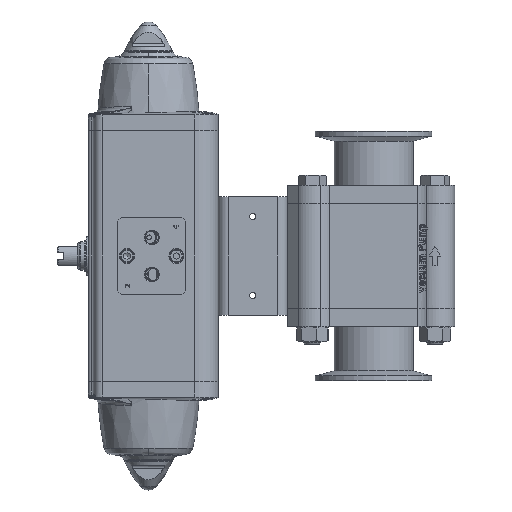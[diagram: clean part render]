
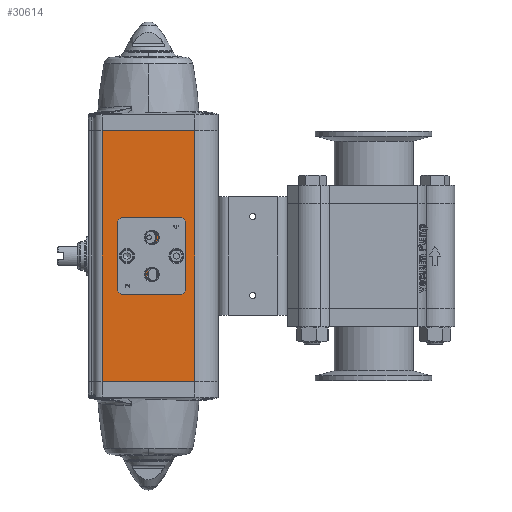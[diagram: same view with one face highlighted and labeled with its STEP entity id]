
A CAD part, left-side view. The second image highlights one B-rep face of the part: STEP entity #30614.
In plain terms, the highlighted planar face has unit normal (-1, 0, 0).
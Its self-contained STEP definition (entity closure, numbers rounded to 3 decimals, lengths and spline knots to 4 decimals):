
#1169=PLANE('',#33369);
#1674=FACE_BOUND('',#4846,.T.);
#1675=FACE_BOUND('',#4847,.T.);
#1676=FACE_BOUND('',#4848,.T.);
#1677=FACE_BOUND('',#4849,.T.);
#1678=FACE_BOUND('',#4850,.T.);
#1679=FACE_BOUND('',#4851,.T.);
#3133=FACE_OUTER_BOUND('',#4845,.T.);
#4845=EDGE_LOOP('',(#26462,#26463,#26464,#26465));
#4846=EDGE_LOOP('',(#26466,#26467));
#4847=EDGE_LOOP('',(#26468,#26469));
#4848=EDGE_LOOP('',(#26470,#26471));
#4849=EDGE_LOOP('',(#26472,#26473));
#4850=EDGE_LOOP('',(#26474,#26475));
#4851=EDGE_LOOP('',(#26476,#26477));
#7722=LINE('',#118840,#9412);
#7731=LINE('',#118975,#9421);
#7732=LINE('',#118976,#9422);
#7733=LINE('',#118977,#9423);
#9412=VECTOR('',#40063,0.0394);
#9421=VECTOR('',#40112,0.0394);
#9422=VECTOR('',#40113,0.0394);
#9423=VECTOR('',#40114,0.0394);
#10981=CIRCLE('',#33357,0.1969);
#10985=CIRCLE('',#33365,0.1969);
#10986=CIRCLE('',#33367,0.1969);
#10987=CIRCLE('',#33370,0.1969);
#10988=CIRCLE('',#33371,0.1033);
#10989=CIRCLE('',#33372,0.1033);
#10990=CIRCLE('',#33373,0.1033);
#10991=CIRCLE('',#33374,0.1033);
#10992=CIRCLE('',#33375,0.1033);
#10993=CIRCLE('',#33376,0.1033);
#10994=CIRCLE('',#33377,0.1033);
#10995=CIRCLE('',#33378,0.1033);
#14026=VERTEX_POINT('',#118838);
#14027=VERTEX_POINT('',#118839);
#14030=VERTEX_POINT('',#118850);
#14031=VERTEX_POINT('',#118852);
#14042=VERTEX_POINT('',#118928);
#14043=VERTEX_POINT('',#118930);
#14044=VERTEX_POINT('',#118973);
#14045=VERTEX_POINT('',#118974);
#14046=VERTEX_POINT('',#118979);
#14047=VERTEX_POINT('',#118980);
#14048=VERTEX_POINT('',#118983);
#14049=VERTEX_POINT('',#118984);
#14050=VERTEX_POINT('',#118987);
#14051=VERTEX_POINT('',#118988);
#14052=VERTEX_POINT('',#118991);
#14053=VERTEX_POINT('',#118992);
#18681=EDGE_CURVE('',#14026,#14027,#7722,.T.);
#18688=EDGE_CURVE('',#14031,#14030,#10981,.F.);
#18704=EDGE_CURVE('',#14043,#14042,#10985,.F.);
#18706=EDGE_CURVE('',#14042,#14043,#10986,.F.);
#18709=EDGE_CURVE('',#14044,#14045,#7731,.T.);
#18710=EDGE_CURVE('',#14026,#14044,#7732,.T.);
#18711=EDGE_CURVE('',#14027,#14045,#7733,.T.);
#18712=EDGE_CURVE('',#14030,#14031,#10987,.F.);
#18713=EDGE_CURVE('',#14046,#14047,#10988,.F.);
#18714=EDGE_CURVE('',#14047,#14046,#10989,.F.);
#18715=EDGE_CURVE('',#14048,#14049,#10990,.F.);
#18716=EDGE_CURVE('',#14049,#14048,#10991,.F.);
#18717=EDGE_CURVE('',#14050,#14051,#10992,.F.);
#18718=EDGE_CURVE('',#14051,#14050,#10993,.F.);
#18719=EDGE_CURVE('',#14052,#14053,#10994,.F.);
#18720=EDGE_CURVE('',#14053,#14052,#10995,.F.);
#26462=ORIENTED_EDGE('',*,*,#18709,.F.);
#26463=ORIENTED_EDGE('',*,*,#18710,.F.);
#26464=ORIENTED_EDGE('',*,*,#18681,.T.);
#26465=ORIENTED_EDGE('',*,*,#18711,.T.);
#26466=ORIENTED_EDGE('',*,*,#18688,.T.);
#26467=ORIENTED_EDGE('',*,*,#18712,.T.);
#26468=ORIENTED_EDGE('',*,*,#18706,.T.);
#26469=ORIENTED_EDGE('',*,*,#18704,.T.);
#26470=ORIENTED_EDGE('',*,*,#18713,.T.);
#26471=ORIENTED_EDGE('',*,*,#18714,.T.);
#26472=ORIENTED_EDGE('',*,*,#18715,.T.);
#26473=ORIENTED_EDGE('',*,*,#18716,.T.);
#26474=ORIENTED_EDGE('',*,*,#18717,.T.);
#26475=ORIENTED_EDGE('',*,*,#18718,.T.);
#26476=ORIENTED_EDGE('',*,*,#18719,.T.);
#26477=ORIENTED_EDGE('',*,*,#18720,.T.);
#30614=ADVANCED_FACE('',(#3133,#1674,#1675,#1676,#1677,#1678,#1679),#1169,
 .T.);
#33357=AXIS2_PLACEMENT_3D('',#118853,#40079,#40080);
#33365=AXIS2_PLACEMENT_3D('',#118931,#40101,#40102);
#33367=AXIS2_PLACEMENT_3D('',#118934,#40106,#40107);
#33369=AXIS2_PLACEMENT_3D('',#118972,#40110,#40111);
#33370=AXIS2_PLACEMENT_3D('',#118978,#40115,#40116);
#33371=AXIS2_PLACEMENT_3D('',#118981,#40117,#40118);
#33372=AXIS2_PLACEMENT_3D('',#118982,#40119,#40120);
#33373=AXIS2_PLACEMENT_3D('',#118985,#40121,#40122);
#33374=AXIS2_PLACEMENT_3D('',#118986,#40123,#40124);
#33375=AXIS2_PLACEMENT_3D('',#118989,#40125,#40126);
#33376=AXIS2_PLACEMENT_3D('',#118990,#40127,#40128);
#33377=AXIS2_PLACEMENT_3D('',#118993,#40129,#40130);
#33378=AXIS2_PLACEMENT_3D('',#118994,#40131,#40132);
#40063=DIRECTION('',(0.,0.,-1.));
#40079=DIRECTION('center_axis',(-1.,0.,0.));
#40080=DIRECTION('ref_axis',(0.,0.,
1.));
#40101=DIRECTION('center_axis',(-1.,0.,0.));
#40102=DIRECTION('ref_axis',(0.,0.,
-1.));
#40106=DIRECTION('center_axis',(-1.,0.,0.));
#40107=DIRECTION('ref_axis',(0.,0.,
1.));
#40110=DIRECTION('center_axis',(-1.,0.,0.));
#40111=DIRECTION('ref_axis',(0.,0.,
1.));
#40112=DIRECTION('',(0.,0.,-1.));
#40113=DIRECTION('',(0.,-1.,0.));
#40114=DIRECTION('',(0.,-1.,0.));
#40115=DIRECTION('center_axis',(-1.,0.,0.));
#40116=DIRECTION('ref_axis',(0.,0.,
-1.));
#40117=DIRECTION('center_axis',(-1.,0.,0.));
#40118=DIRECTION('ref_axis',(0.,0.,
1.));
#40119=DIRECTION('center_axis',(-1.,0.,0.));
#40120=DIRECTION('ref_axis',(0.,0.,
-1.));
#40121=DIRECTION('center_axis',(-1.,0.,0.));
#40122=DIRECTION('ref_axis',(0.,0.,
1.));
#40123=DIRECTION('center_axis',(-1.,0.,0.));
#40124=DIRECTION('ref_axis',(0.,0.,
-1.));
#40125=DIRECTION('center_axis',(-1.,0.,0.));
#40126=DIRECTION('ref_axis',(0.,0.,
1.));
#40127=DIRECTION('center_axis',(-1.,0.,0.));
#40128=DIRECTION('ref_axis',(0.,0.,
-1.));
#40129=DIRECTION('center_axis',(-1.,0.,0.));
#40130=DIRECTION('ref_axis',(0.,0.,
1.));
#40131=DIRECTION('center_axis',(-1.,0.,0.));
#40132=DIRECTION('ref_axis',(0.,0.,
-1.));
#118838=CARTESIAN_POINT('',(-1.7638,6.87,3.1693));
#118839=CARTESIAN_POINT('',(-1.7638,6.87,-3.1693));
#118840=CARTESIAN_POINT('',(-1.7638,6.87,3.1693));
#118850=CARTESIAN_POINT('',(-1.7638,5.7361,-0.4724));
#118852=CARTESIAN_POINT('',(-1.7638,5.3424,-0.4724));
#118853=CARTESIAN_POINT('Origin',(-1.7638,5.5393,-0.4724));
#118928=CARTESIAN_POINT('',(-1.7638,5.4802,0.4805));
#118930=CARTESIAN_POINT('',(-1.7638,5.8739,0.4805));
#118931=CARTESIAN_POINT('Origin',(-1.7638,5.6771,0.4805));
#118934=CARTESIAN_POINT('Origin',(-1.7638,5.6771,0.4805));
#118972=CARTESIAN_POINT('Origin',(-1.7638,6.9873,-3.4862));
#118973=CARTESIAN_POINT('',(-1.7638,4.5236,3.1693));
#118974=CARTESIAN_POINT('',(-1.7638,4.5236,-3.1693));
#118975=CARTESIAN_POINT('',(-1.7638,4.5236,3.1693));
#118976=CARTESIAN_POINT('',(-1.7638,6.87,3.1693));
#118977=CARTESIAN_POINT('',(-1.7638,6.87,-3.1693));
#118978=CARTESIAN_POINT('Origin',(-1.7638,5.5393,-0.4724));
#118979=CARTESIAN_POINT('',(-1.7638,4.8848,0.4724));
#118980=CARTESIAN_POINT('',(-1.7638,5.0915,0.4724));
#118981=CARTESIAN_POINT('Origin',(-1.7638,4.9881,0.4724));
#118982=CARTESIAN_POINT('Origin',(-1.7638,4.9881,0.4724));
#118983=CARTESIAN_POINT('',(-1.7638,4.8848,0.));
#118984=CARTESIAN_POINT('',(-1.7638,5.0915,0.));
#118985=CARTESIAN_POINT('Origin',(-1.7638,4.9881,0.));
#118986=CARTESIAN_POINT('Origin',(-1.7638,4.9881,0.));
#118987=CARTESIAN_POINT('',(-1.7638,6.1446,0.));
#118988=CARTESIAN_POINT('',(-1.7638,6.3513,0.));
#118989=CARTESIAN_POINT('Origin',(-1.7638,6.248,0.));
#118990=CARTESIAN_POINT('Origin',(-1.7638,6.248,0.));
#118991=CARTESIAN_POINT('',(-1.7638,6.1446,-0.4724));
#118992=CARTESIAN_POINT('',(-1.7638,6.3513,-0.4724));
#118993=CARTESIAN_POINT('Origin',(-1.7638,6.248,-0.4724));
#118994=CARTESIAN_POINT('Origin',(-1.7638,6.248,-0.4724));
